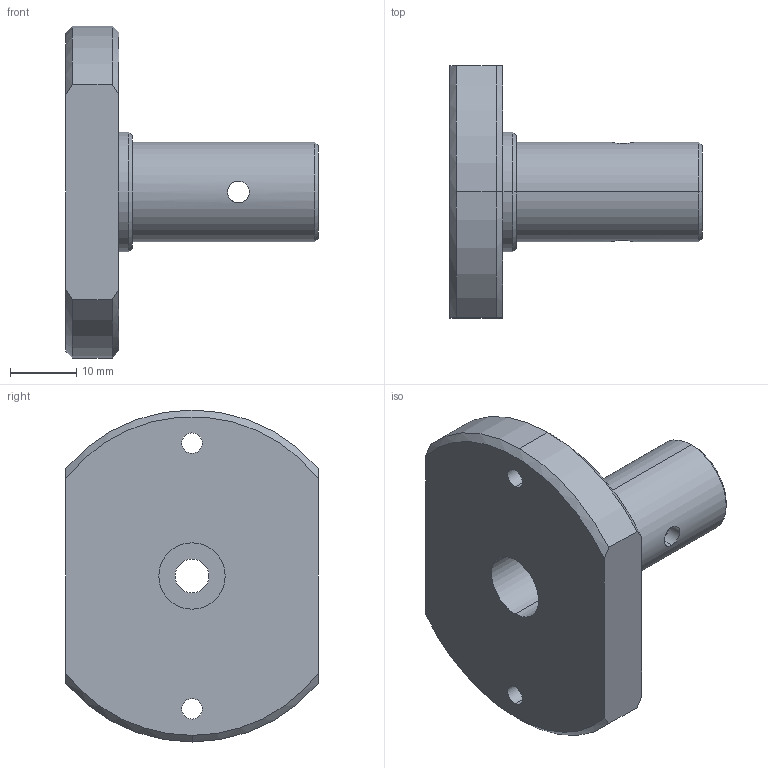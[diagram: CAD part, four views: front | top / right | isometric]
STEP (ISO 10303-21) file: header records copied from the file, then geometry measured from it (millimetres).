
FILE_DESCRIPTION (( 'STEP AP214' ), '1' );
FILE_NAME ('堁怢笢陑唅蛌粣.STEP', '2017-04-25T13:58:18', ( '' ), ( '' ), 'SwSTEP 2.0', 'SolidWorks 2017', '' );
FILE_SCHEMA (( 'AUTOMOTIVE_DESIGN' ));
Length unit declared in the file: millimetre
Products named in the file (1): 堁怢笢陑唅蛌粣
Bounding box: 38 x 38 x 50 mm (x, y, z)
Volume: 15148.3 mm3; surface area: 7591.6 mm2
Topology: 1 solids, 1 shells, 51 faces, 127 edges, 83 vertices
Faces by surface type: cylinder 32, cone 10, plane 9
Entity records: 1854 total; most frequent: CARTESIAN_POINT 502, DIRECTION 282, ORIENTED_EDGE 254, EDGE_CURVE 127, AXIS2_PLACEMENT_3D 119, VERTEX_POINT 83, CIRCLE 67, EDGE_LOOP 66
